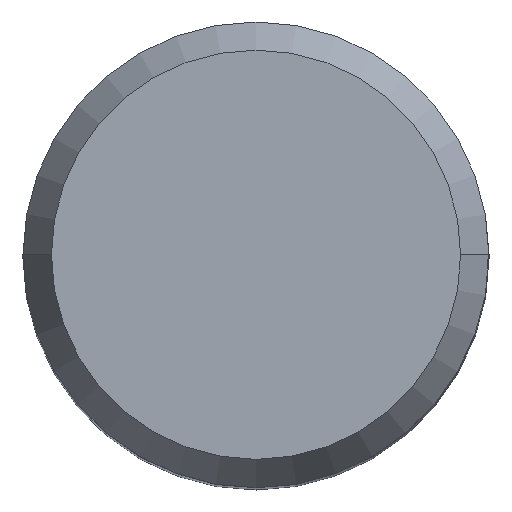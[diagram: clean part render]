
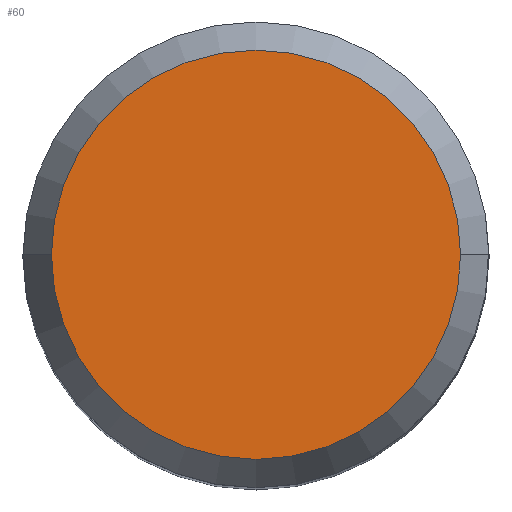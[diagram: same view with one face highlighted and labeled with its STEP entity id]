
A CAD part, top view. The second image highlights one B-rep face of the part: STEP entity #60.
In plain terms, the highlighted planar face has unit normal (0, 0, 1).
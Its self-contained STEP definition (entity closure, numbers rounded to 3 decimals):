
#47=PLANE('',#435);
#60=ADVANCED_FACE('',(#93),#47,.T.);
#93=FACE_OUTER_BOUND('',#116,.T.);
#116=EDGE_LOOP('',(#176,#177));
#138=CIRCLE('',#433,8.37);
#139=CIRCLE('',#434,8.37);
#176=ORIENTED_EDGE('',*,*,#275,.T.);
#177=ORIENTED_EDGE('',*,*,#276,.T.);
#249=VERTEX_POINT('',#639);
#250=VERTEX_POINT('',#640);
#275=EDGE_CURVE('',#249,#250,#138,.T.);
#276=EDGE_CURVE('',#250,#249,#139,.T.);
#433=AXIS2_PLACEMENT_3D('',#638,#515,#516);
#434=AXIS2_PLACEMENT_3D('',#641,#517,#518);
#435=AXIS2_PLACEMENT_3D('',#642,#519,#520);
#515=DIRECTION('',(0.,0.,1.));
#516=DIRECTION('',(-1.,0.,0.));
#517=DIRECTION('',(0.,0.,1.));
#518=DIRECTION('',(1.,0.,0.));
#519=DIRECTION('',(0.,0.,1.));
#520=DIRECTION('',(-1.,0.,0.));
#638=CARTESIAN_POINT('',(0.,0.,24.5));
#639=CARTESIAN_POINT('',(-8.37,0.,24.5));
#640=CARTESIAN_POINT('',(8.37,0.,24.5));
#641=CARTESIAN_POINT('',(0.,0.,24.5));
#642=CARTESIAN_POINT('',(0.,0.,24.5));
